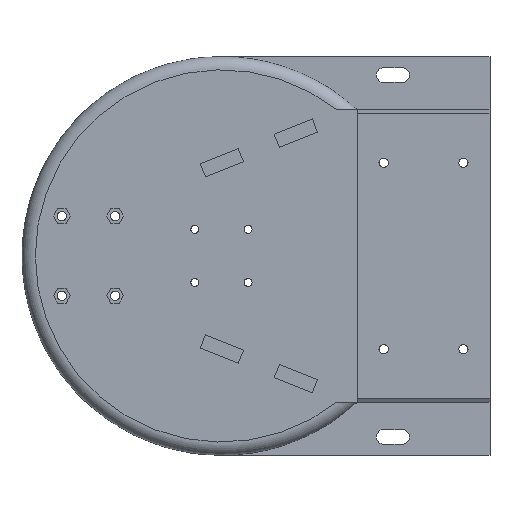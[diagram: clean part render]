
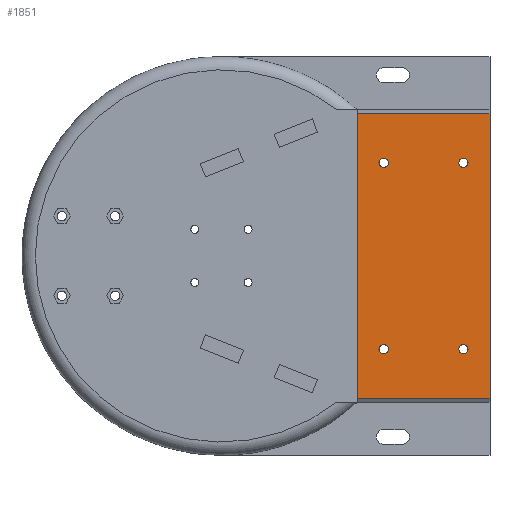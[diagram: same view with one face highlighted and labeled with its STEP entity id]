
A CAD part, top view. The second image highlights one B-rep face of the part: STEP entity #1851.
In plain terms, the highlighted planar face has unit normal (0, 0, 1).
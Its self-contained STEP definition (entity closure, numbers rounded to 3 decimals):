
#31=FACE_BOUND('',#335,.T.);
#32=FACE_BOUND('',#336,.T.);
#33=FACE_BOUND('',#337,.T.);
#34=FACE_BOUND('',#338,.T.);
#123=CIRCLE('',#2008,1.75);
#124=CIRCLE('',#2009,1.75);
#125=CIRCLE('',#2010,1.75);
#126=CIRCLE('',#2011,1.75);
#215=FACE_OUTER_BOUND('',#334,.T.);
#334=EDGE_LOOP('',(#1507,#1508,#1509,#1510));
#335=EDGE_LOOP('',(#1511));
#336=EDGE_LOOP('',(#1512));
#337=EDGE_LOOP('',(#1513));
#338=EDGE_LOOP('',(#1514));
#396=LINE('',#2621,#590);
#542=LINE('',#3001,#736);
#543=LINE('',#3004,#737);
#546=LINE('',#3009,#740);
#590=VECTOR('',#2071,10.);
#736=VECTOR('',#2431,10.);
#737=VECTOR('',#2434,10.);
#740=VECTOR('',#2439,10.);
#787=VERTEX_POINT('',#2618);
#788=VERTEX_POINT('',#2620);
#915=VERTEX_POINT('',#2999);
#916=VERTEX_POINT('',#3003);
#918=VERTEX_POINT('',#3010);
#919=VERTEX_POINT('',#3012);
#920=VERTEX_POINT('',#3014);
#921=VERTEX_POINT('',#3016);
#956=EDGE_CURVE('',#787,#788,#396,.T.);
#1139=EDGE_CURVE('',#787,#915,#542,.T.);
#1140=EDGE_CURVE('',#916,#788,#543,.T.);
#1143=EDGE_CURVE('',#915,#916,#546,.T.);
#1144=EDGE_CURVE('',#918,#918,#123,.T.);
#1145=EDGE_CURVE('',#919,#919,#124,.T.);
#1146=EDGE_CURVE('',#920,#920,#125,.T.);
#1147=EDGE_CURVE('',#921,#921,#126,.T.);
#1507=ORIENTED_EDGE('',*,*,#1139,.T.);
#1508=ORIENTED_EDGE('',*,*,#1143,.T.);
#1509=ORIENTED_EDGE('',*,*,#1140,.T.);
#1510=ORIENTED_EDGE('',*,*,#956,.F.);
#1511=ORIENTED_EDGE('',*,*,#1144,.T.);
#1512=ORIENTED_EDGE('',*,*,#1145,.T.);
#1513=ORIENTED_EDGE('',*,*,#1146,.T.);
#1514=ORIENTED_EDGE('',*,*,#1147,.T.);
#1764=PLANE('',#2007);
#1851=ADVANCED_FACE('',(#215,#31,#32,#33,#34),#1764,.T.);
#2007=AXIS2_PLACEMENT_3D('',#3008,#2437,#2438);
#2008=AXIS2_PLACEMENT_3D('',#3011,#2440,#2441);
#2009=AXIS2_PLACEMENT_3D('',#3013,#2442,#2443);
#2010=AXIS2_PLACEMENT_3D('',#3015,#2444,#2445);
#2011=AXIS2_PLACEMENT_3D('',#3017,#2446,#2447);
#2071=DIRECTION('',(0.,1.,0.));
#2431=DIRECTION('',(1.,0.,0.));
#2434=DIRECTION('',(-1.,0.,0.));
#2437=DIRECTION('center_axis',(0.,0.,1.));
#2438=DIRECTION('ref_axis',(1.,0.,0.));
#2439=DIRECTION('',(0.,1.,0.));
#2440=DIRECTION('center_axis',(0.,0.,-1.));
#2441=DIRECTION('ref_axis',(1.,0.,0.));
#2442=DIRECTION('center_axis',(0.,0.,-1.));
#2443=DIRECTION('ref_axis',(1.,0.,0.));
#2444=DIRECTION('center_axis',(0.,0.,-1.));
#2445=DIRECTION('ref_axis',(1.,0.,0.));
#2446=DIRECTION('center_axis',(0.,0.,-1.));
#2447=DIRECTION('ref_axis',(1.,0.,0.));
#2618=CARTESIAN_POINT('',(50.99,-53.5,10.));
#2620=CARTESIAN_POINT('',(50.99,53.5,10.));
#2621=CARTESIAN_POINT('',(50.99,-27.5,10.));
#2999=CARTESIAN_POINT('',(100.99,-53.5,10.));
#3001=CARTESIAN_POINT('',(88.49,-53.5,10.));
#3003=CARTESIAN_POINT('',(100.99,53.5,10.));
#3004=CARTESIAN_POINT('',(88.49,53.5,10.));
#3008=CARTESIAN_POINT('Origin',(75.99,0.,10.));
#3009=CARTESIAN_POINT('',(100.99,-55.,10.));
#3010=CARTESIAN_POINT('',(89.24,35.,10.));
#3011=CARTESIAN_POINT('Origin',(90.99,35.,10.));
#3012=CARTESIAN_POINT('',(59.24,35.,10.));
#3013=CARTESIAN_POINT('Origin',(60.99,35.,10.));
#3014=CARTESIAN_POINT('',(89.24,-35.,10.));
#3015=CARTESIAN_POINT('Origin',(90.99,-35.,10.));
#3016=CARTESIAN_POINT('',(59.24,-35.,10.));
#3017=CARTESIAN_POINT('Origin',(60.99,-35.,10.));
